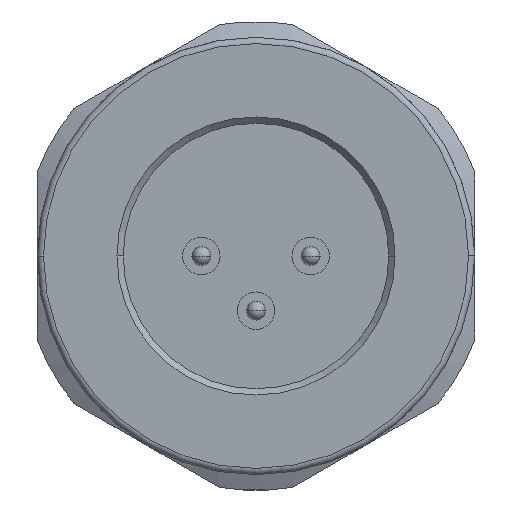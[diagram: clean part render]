
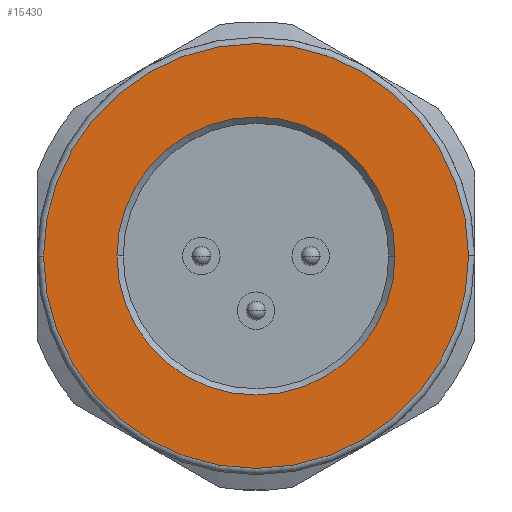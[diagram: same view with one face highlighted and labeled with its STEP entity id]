
A CAD part, front view. The second image highlights one B-rep face of the part: STEP entity #15430.
In plain terms, the highlighted planar face has unit normal (0, -1, 0).
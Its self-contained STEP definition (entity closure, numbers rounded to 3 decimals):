
#5662=CARTESIAN_POINT('',(0.,-7.25,0.));
#5663=DIRECTION('',(0.,-1.,0.));
#5664=DIRECTION('',(-1.,0.,0.));
#5665=AXIS2_PLACEMENT_3D('',#5662,#5663,#5664);
#5682=CARTESIAN_POINT('',(0.,-7.25,0.));
#5683=DIRECTION('',(0.,-1.,0.));
#5684=DIRECTION('',(1.,0.,0.));
#5685=AXIS2_PLACEMENT_3D('',#5682,#5683,#5684);
#5692=CARTESIAN_POINT('',(0.,-7.25,0.));
#5693=DIRECTION('',(0.,1.,0.));
#5694=DIRECTION('',(1.,0.,0.));
#5695=AXIS2_PLACEMENT_3D('',#5692,#5693,#5694);
#5697=CARTESIAN_POINT('',(0.,-7.25,0.));
#5698=DIRECTION('',(0.,1.,0.));
#5699=DIRECTION('',(-1.,0.,0.));
#5700=AXIS2_PLACEMENT_3D('',#5697,#5698,#5699);
#5711=CARTESIAN_POINT('',(0.,-7.25,0.));
#5712=DIRECTION('',(0.,1.,0.));
#5713=DIRECTION('',(1.,0.,0.));
#5714=AXIS2_PLACEMENT_3D('',#5711,#5712,#5713);
#5725=CARTESIAN_POINT('',(0.,-7.25,0.));
#5726=DIRECTION('',(0.,1.,0.));
#5727=DIRECTION('',(-1.,0.,0.));
#5728=AXIS2_PLACEMENT_3D('',#5725,#5726,#5727);
#6562=CARTESIAN_POINT('',(-6.8,-7.25,0.));
#6563=VERTEX_POINT('',#6562);
#6564=CARTESIAN_POINT('',(6.8,-7.25,0.));
#6565=CARTESIAN_POINT('',(-6.8,-7.25,-0.038));
#6566=VERTEX_POINT('',#6564);
#6567=VERTEX_POINT('',#6565);
#6568=CARTESIAN_POINT('',(6.8,-7.25,0.038));
#6569=VERTEX_POINT('',#6568);
#6792=CARTESIAN_POINT('',(-4.45,-7.25,0.));
#6793=VERTEX_POINT('',#6792);
#6794=CARTESIAN_POINT('',(4.45,-7.25,0.));
#6795=VERTEX_POINT('',#6794);
#15413=CARTESIAN_POINT('',(0.,-7.25,0.));
#15414=DIRECTION('',(0.,1.,0.));
#15415=DIRECTION('',(1.,0.,0.));
#15416=AXIS2_PLACEMENT_3D('',#15413,#15414,#15415);
#15417=PLANE('',#15416);
#15418=ORIENTED_EDGE('',*,*,#15390,.T.);
#15419=ORIENTED_EDGE('',*,*,#15388,.F.);
#15420=ORIENTED_EDGE('',*,*,#15407,.T.);
#15421=ORIENTED_EDGE('',*,*,#15405,.F.);
#15422=EDGE_LOOP('',(#15418,#15419,#15420,#15421));
#15423=FACE_OUTER_BOUND('',#15422,.F.);
#15425=ORIENTED_EDGE('',*,*,#15424,.F.);
#15427=ORIENTED_EDGE('',*,*,#15426,.F.);
#15428=EDGE_LOOP('',(#15425,#15427));
#15429=FACE_BOUND('',#15428,.F.);
#5666=CIRCLE('',#5665,6.8);
#5686=CIRCLE('',#5685,6.8);
#5696=CIRCLE('',#5695,6.8);
#5701=CIRCLE('',#5700,6.8);
#5715=CIRCLE('',#5714,4.45);
#5729=CIRCLE('',#5728,4.45);
#15388=EDGE_CURVE('',#6563,#6567,#5666,.T.);
#15390=EDGE_CURVE('',#6566,#6567,#5696,.T.);
#15405=EDGE_CURVE('',#6566,#6569,#5686,.T.);
#15407=EDGE_CURVE('',#6563,#6569,#5701,.T.);
#15424=EDGE_CURVE('',#6795,#6793,#5715,.T.);
#15426=EDGE_CURVE('',#6793,#6795,#5729,.T.);
#15430=ADVANCED_FACE('',(#15423,#15429),#15417,.F.);
